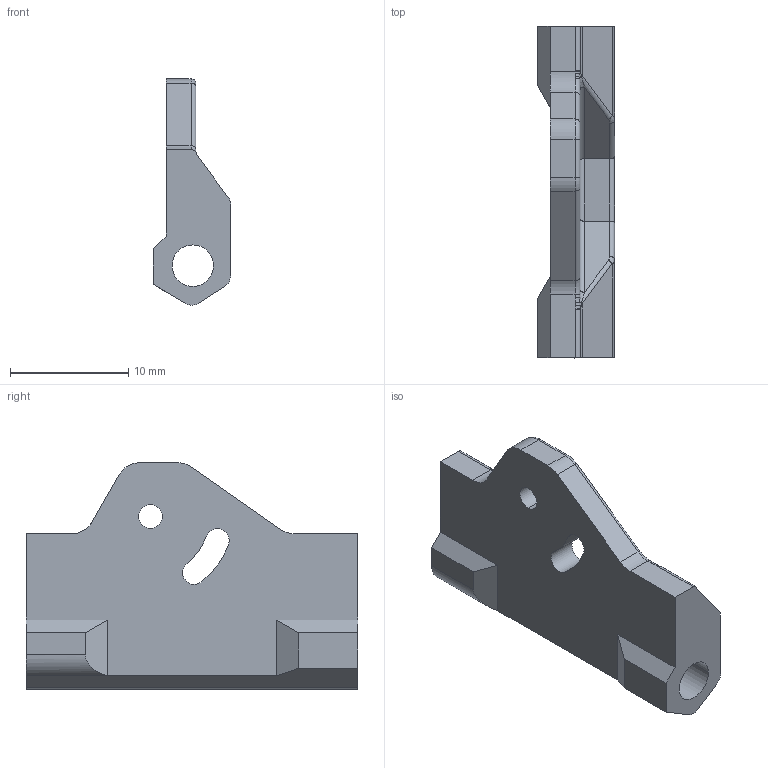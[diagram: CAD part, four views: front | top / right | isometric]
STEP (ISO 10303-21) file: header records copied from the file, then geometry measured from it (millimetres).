
FILE_DESCRIPTION((''),'2;1');
FILE_NAME('0001','2020-09-04T13:51:42',('HGGF'),(''),'CREO PARAMETRIC BY PTC INC, 2018100','CREO PARAMETRIC BY PTC INC, 2018100','');
FILE_SCHEMA(('CONFIG_CONTROL_DESIGN','SHAPE_APPEARANCE_LAYERS_GROUPS'));
Length unit declared in the file: millimetre
Products named in the file (1): 0001
Bounding box: 6.51 x 28 x 19.12 mm (x, y, z)
Volume: 1453.4 mm3; surface area: 1546.7 mm2
Topology: 1 solids, 1 shells, 79 faces, 197 edges, 120 vertices
Faces by surface type: cylinder 33, plane 23, bspline 17, torus 4, sphere 2
Entity records: 2933 total; most frequent: CARTESIAN_POINT 1070, ORIENTED_EDGE 394, DIRECTION 359, EDGE_CURVE 197, AXIS2_PLACEMENT_3D 133, VERTEX_POINT 120, VECTOR 93, LINE 93
